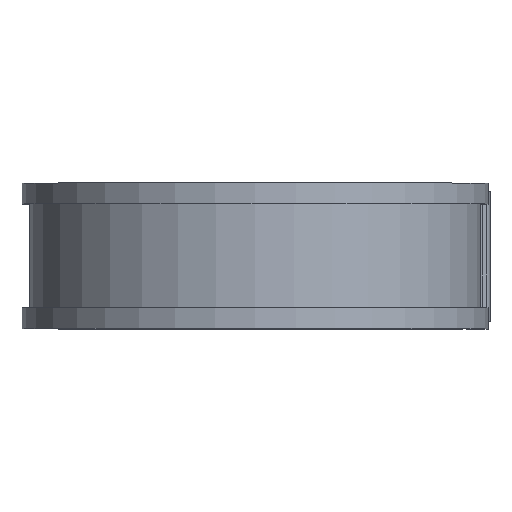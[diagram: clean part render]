
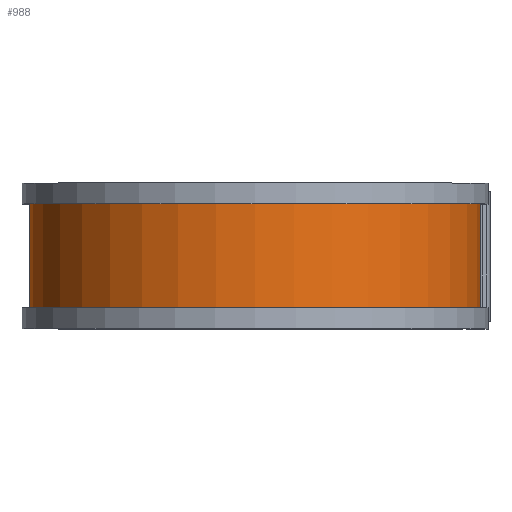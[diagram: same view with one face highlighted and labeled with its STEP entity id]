
A CAD part, top view. The second image highlights one B-rep face of the part: STEP entity #988.
In plain terms, the highlighted cylindrical face has radius 44.018 mm (diameter 88.036 mm), a partial arc.
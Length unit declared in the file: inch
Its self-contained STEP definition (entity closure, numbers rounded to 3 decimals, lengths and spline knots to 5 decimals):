
#17 = EDGE_CURVE ( 'NONE', #910, #587, #60, .T. ) ;
#32 = CARTESIAN_POINT ( 'NONE',  ( 0., 0.4, -1.733 ) ) ;
#60 = LINE ( 'NONE', #1430, #363 ) ;
#97 = ORIENTED_EDGE ( 'NONE', *, *, #17, .T. ) ;
#171 = CYLINDRICAL_SURFACE ( 'NONE', #1536, 1.733 ) ;
#187 = ORIENTED_EDGE ( 'NONE', *, *, #296, .F. ) ;
#196 = VERTEX_POINT ( 'NONE', #1586 ) ;
#200 = ORIENTED_EDGE ( 'NONE', *, *, #308, .T. ) ;
#202 = VERTEX_POINT ( 'NONE', #1575 ) ;
#296 = EDGE_CURVE ( 'NONE', #202, #196, #570, .T. ) ;
#306 = ORIENTED_EDGE ( 'NONE', *, *, #421, .F. ) ;
#308 = EDGE_CURVE ( 'NONE', #202, #910, #1192, .T. ) ;
#363 = VECTOR ( 'NONE', #1339, 39.37008 ) ;
#396 = CARTESIAN_POINT ( 'NONE',  ( 0., 0.4, 0. ) ) ;
#405 = CARTESIAN_POINT ( 'NONE',  ( 0., -0.4, -1.733 ) ) ;
#421 = EDGE_CURVE ( 'NONE', #196, #587, #1593, .T. ) ;
#570 = LINE ( 'NONE', #1425, #955 ) ;
#587 = VERTEX_POINT ( 'NONE', #405 ) ;
#623 = EDGE_LOOP ( 'NONE', ( #187, #200, #97, #306 ) ) ;
#741 = DIRECTION ( 'NONE',  ( 0., -1., 0. ) ) ;
#779 = AXIS2_PLACEMENT_3D ( 'NONE', #396, #1336, #1421 ) ;
#865 = CARTESIAN_POINT ( 'NONE',  ( 0., 0.5, 0. ) ) ;
#910 = VERTEX_POINT ( 'NONE', #32 ) ;
#955 = VECTOR ( 'NONE', #1537, 39.37008 ) ;
#988 = ADVANCED_FACE ( 'NONE', ( #1359 ), #171, .T. ) ;
#1164 = CARTESIAN_POINT ( 'NONE',  ( 0., -0.4, 0. ) ) ;
#1192 = CIRCLE ( 'NONE', #779, 1.733 ) ;
#1327 = DIRECTION ( 'NONE',  ( 0., 0., -1. ) ) ;
#1336 = DIRECTION ( 'NONE',  ( 0., -1., 0. ) ) ;
#1339 = DIRECTION ( 'NONE',  ( 0., -1., 0. ) ) ;
#1359 = FACE_OUTER_BOUND ( 'NONE', #623, .T. ) ;
#1421 = DIRECTION ( 'NONE',  ( 0., 0., -1. ) ) ;
#1425 = CARTESIAN_POINT ( 'NONE',  ( 1.733, 0.5, 0. ) ) ;
#1430 = CARTESIAN_POINT ( 'NONE',  ( 0., 0.5, -1.733 ) ) ;
#1509 = DIRECTION ( 'NONE',  ( 0., -1., 0. ) ) ;
#1511 = AXIS2_PLACEMENT_3D ( 'NONE', #1164, #1509, #1599 ) ;
#1536 = AXIS2_PLACEMENT_3D ( 'NONE', #865, #741, #1327 ) ;
#1537 = DIRECTION ( 'NONE',  ( 0., -1., 0. ) ) ;
#1575 = CARTESIAN_POINT ( 'NONE',  ( 1.733, 0.4, 0. ) ) ;
#1586 = CARTESIAN_POINT ( 'NONE',  ( 1.733, -0.4, 0. ) ) ;
#1593 = CIRCLE ( 'NONE', #1511, 1.733 ) ;
#1599 = DIRECTION ( 'NONE',  ( 0., 0., -1. ) ) ;
